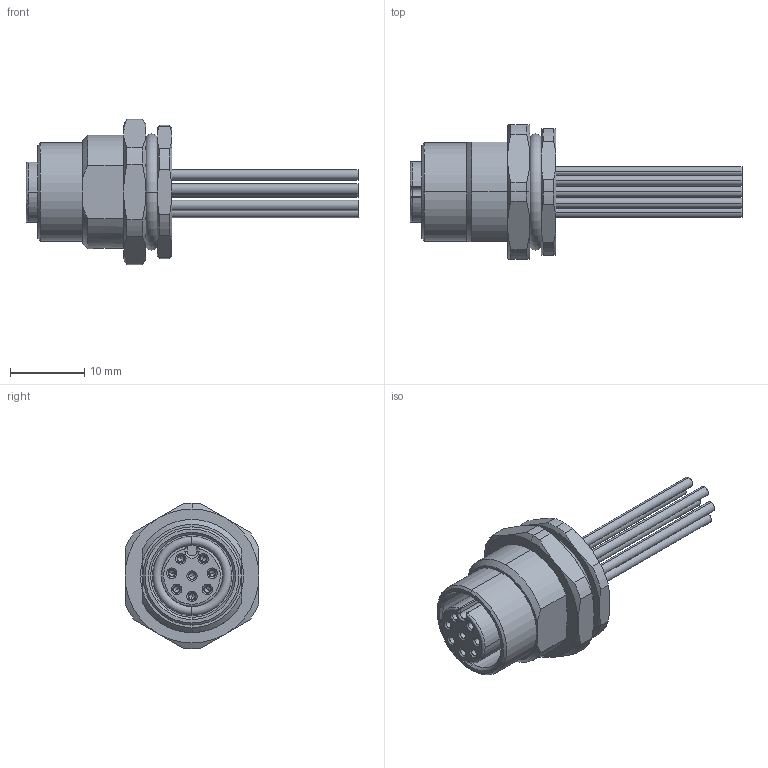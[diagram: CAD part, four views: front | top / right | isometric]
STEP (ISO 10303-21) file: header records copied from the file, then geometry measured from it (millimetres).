
FILE_DESCRIPTION((''),'2;1');
FILE_NAME('237160_SM01_ASM','2024-06-04T09:22:17',('banengservice'),('BANNER ENGINEERING'),'CREO PARAMETRIC BY PTC INC, 2022414','CREO PARAMETRIC BY PTC INC, 2022414','');
FILE_SCHEMA(('CONFIG_CONTROL_DESIGN'));
Length unit declared in the file: millimetre
Products named in the file (2): 237160_EP01; 237160_SM01_ASM
Assembly tree (1 placements, depth 2):
  237160_SM01_ASM
    237160_EP01
Bounding box: 44.6 x 18 x 19.5 mm (x, y, z)
Volume: 3364.8 mm3; surface area: 3605.4 mm2
Topology: 2 solids, 2 shells, 304 faces, 778 edges, 496 vertices
Faces by surface type: cylinder 112, plane 112, cone 67, torus 11, bspline 2
Entity records: 9675 total; most frequent: CARTESIAN_POINT 2088, DIRECTION 1693, ORIENTED_EDGE 1520, EDGE_CURVE 760, AXIS2_PLACEMENT_3D 692, VERTEX_POINT 496, CIRCLE 387, EDGE_LOOP 342
